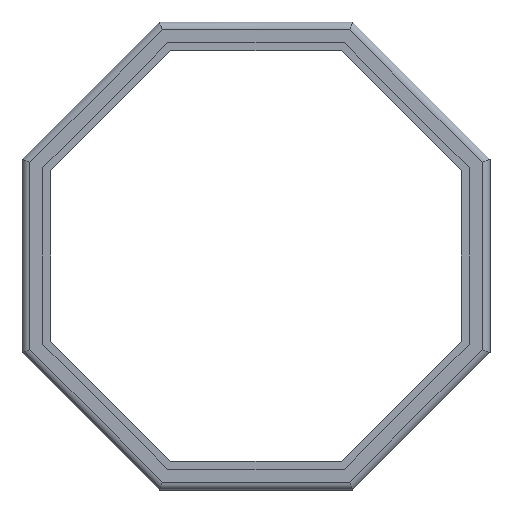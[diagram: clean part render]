
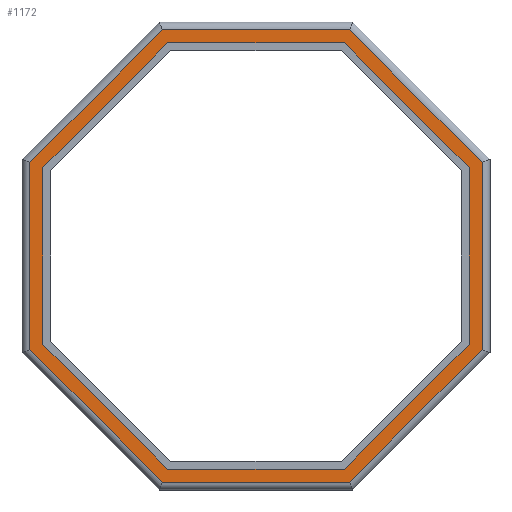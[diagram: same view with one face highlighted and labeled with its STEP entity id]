
A CAD part, front view. The second image highlights one B-rep face of the part: STEP entity #1172.
In plain terms, the highlighted planar face has unit normal (0, -1, 0).
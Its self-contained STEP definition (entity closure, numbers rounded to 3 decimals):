
#18=FACE_BOUND('',#208,.T.);
#68=PLANE('',#1279);
#136=FACE_OUTER_BOUND('',#207,.T.);
#207=EDGE_LOOP('',(#1067,#1068,#1069,#1070,#1071,#1072,#1073,#1074));
#208=EDGE_LOOP('',(#1075,#1076,#1077,#1078,#1079,#1080,#1081,#1082));
#339=LINE('',#1857,#483);
#342=LINE('',#1862,#486);
#344=LINE('',#1866,#488);
#346=LINE('',#1870,#490);
#348=LINE('',#1874,#492);
#350=LINE('',#1878,#494);
#352=LINE('',#1882,#496);
#353=LINE('',#1884,#497);
#355=LINE('',#1889,#499);
#358=LINE('',#1894,#502);
#360=LINE('',#1898,#504);
#362=LINE('',#1902,#506);
#364=LINE('',#1906,#508);
#366=LINE('',#1910,#510);
#368=LINE('',#1914,#512);
#369=LINE('',#1916,#513);
#483=VECTOR('',#1528,10.);
#486=VECTOR('',#1533,10.);
#488=VECTOR('',#1537,10.);
#490=VECTOR('',#1541,10.);
#492=VECTOR('',#1545,10.);
#494=VECTOR('',#1549,10.);
#496=VECTOR('',#1553,10.);
#497=VECTOR('',#1556,10.);
#499=VECTOR('',#1560,10.);
#502=VECTOR('',#1565,10.);
#504=VECTOR('',#1569,10.);
#506=VECTOR('',#1573,10.);
#508=VECTOR('',#1577,10.);
#510=VECTOR('',#1581,10.);
#512=VECTOR('',#1585,10.);
#513=VECTOR('',#1588,10.);
#595=VERTEX_POINT('',#1854);
#596=VERTEX_POINT('',#1856);
#597=VERTEX_POINT('',#1860);
#598=VERTEX_POINT('',#1864);
#599=VERTEX_POINT('',#1868);
#600=VERTEX_POINT('',#1872);
#601=VERTEX_POINT('',#1876);
#602=VERTEX_POINT('',#1880);
#603=VERTEX_POINT('',#1886);
#604=VERTEX_POINT('',#1888);
#605=VERTEX_POINT('',#1892);
#606=VERTEX_POINT('',#1896);
#607=VERTEX_POINT('',#1900);
#608=VERTEX_POINT('',#1904);
#609=VERTEX_POINT('',#1908);
#610=VERTEX_POINT('',#1912);
#739=EDGE_CURVE('',#595,#596,#339,.T.);
#742=EDGE_CURVE('',#597,#595,#342,.T.);
#744=EDGE_CURVE('',#598,#597,#344,.T.);
#746=EDGE_CURVE('',#599,#598,#346,.T.);
#748=EDGE_CURVE('',#600,#599,#348,.T.);
#750=EDGE_CURVE('',#601,#600,#350,.T.);
#752=EDGE_CURVE('',#602,#601,#352,.T.);
#753=EDGE_CURVE('',#596,#602,#353,.T.);
#755=EDGE_CURVE('',#603,#604,#355,.T.);
#758=EDGE_CURVE('',#605,#603,#358,.T.);
#760=EDGE_CURVE('',#606,#605,#360,.T.);
#762=EDGE_CURVE('',#607,#606,#362,.T.);
#764=EDGE_CURVE('',#608,#607,#364,.T.);
#766=EDGE_CURVE('',#609,#608,#366,.T.);
#768=EDGE_CURVE('',#610,#609,#368,.T.);
#769=EDGE_CURVE('',#604,#610,#369,.T.);
#1067=ORIENTED_EDGE('',*,*,#769,.F.);
#1068=ORIENTED_EDGE('',*,*,#755,.F.);
#1069=ORIENTED_EDGE('',*,*,#758,.F.);
#1070=ORIENTED_EDGE('',*,*,#760,.F.);
#1071=ORIENTED_EDGE('',*,*,#762,.F.);
#1072=ORIENTED_EDGE('',*,*,#764,.F.);
#1073=ORIENTED_EDGE('',*,*,#766,.F.);
#1074=ORIENTED_EDGE('',*,*,#768,.F.);
#1075=ORIENTED_EDGE('',*,*,#746,.F.);
#1076=ORIENTED_EDGE('',*,*,#748,.F.);
#1077=ORIENTED_EDGE('',*,*,#750,.F.);
#1078=ORIENTED_EDGE('',*,*,#752,.F.);
#1079=ORIENTED_EDGE('',*,*,#753,.F.);
#1080=ORIENTED_EDGE('',*,*,#739,.F.);
#1081=ORIENTED_EDGE('',*,*,#742,.F.);
#1082=ORIENTED_EDGE('',*,*,#744,.F.);
#1172=ADVANCED_FACE('',(#136,#18),#68,.F.);
#1279=AXIS2_PLACEMENT_3D('',#1917,#1589,#1590);
#1528=DIRECTION('',(0.707,0.,-0.707));
#1533=DIRECTION('',(0.,0.,-1.));
#1537=DIRECTION('',(-0.707,0.,-0.707));
#1541=DIRECTION('',(-1.,0.,0.));
#1545=DIRECTION('',(-0.707,0.,0.707));
#1549=DIRECTION('',(0.,0.,1.));
#1553=DIRECTION('',(0.707,0.,0.707));
#1556=DIRECTION('',(1.,0.,0.));
#1560=DIRECTION('',(-0.707,0.,0.707));
#1565=DIRECTION('',(-1.,0.,0.));
#1569=DIRECTION('',(-0.707,0.,-0.707));
#1573=DIRECTION('',(0.,0.,-1.));
#1577=DIRECTION('',(0.707,0.,-0.707));
#1581=DIRECTION('',(1.,0.,0.));
#1585=DIRECTION('',(0.707,0.,0.707));
#1588=DIRECTION('',(0.,0.,1.));
#1589=DIRECTION('center_axis',(0.,1.,0.));
#1590=DIRECTION('ref_axis',(0.,0.,1.));
#1854=CARTESIAN_POINT('',(-32.592,1.2,-13.5));
#1856=CARTESIAN_POINT('',(-13.5,1.2,-32.592));
#1857=CARTESIAN_POINT('',(-13.5,1.2,-32.592));
#1860=CARTESIAN_POINT('',(-32.592,1.2,13.5));
#1862=CARTESIAN_POINT('',(-32.592,1.2,-13.5));
#1864=CARTESIAN_POINT('',(-13.5,1.2,32.592));
#1866=CARTESIAN_POINT('',(-32.592,1.2,13.5));
#1868=CARTESIAN_POINT('',(13.5,1.2,32.592));
#1870=CARTESIAN_POINT('',(-13.5,1.2,32.592));
#1872=CARTESIAN_POINT('',(32.592,1.2,13.5));
#1874=CARTESIAN_POINT('',(13.5,1.2,32.592));
#1876=CARTESIAN_POINT('',(32.592,1.2,-13.5));
#1878=CARTESIAN_POINT('',(32.592,1.2,13.5));
#1880=CARTESIAN_POINT('',(13.5,1.2,-32.592));
#1882=CARTESIAN_POINT('',(32.592,1.2,-13.5));
#1884=CARTESIAN_POINT('',(13.5,1.2,-32.592));
#1886=CARTESIAN_POINT('',(-14.328,1.2,-34.592));
#1888=CARTESIAN_POINT('',(-34.592,1.2,-14.328));
#1889=CARTESIAN_POINT('',(-34.592,1.2,-14.328));
#1892=CARTESIAN_POINT('',(14.328,1.2,-34.592));
#1894=CARTESIAN_POINT('',(-14.328,1.2,-34.592));
#1896=CARTESIAN_POINT('',(34.592,1.2,-14.328));
#1898=CARTESIAN_POINT('',(14.328,1.2,-34.592));
#1900=CARTESIAN_POINT('',(34.592,1.2,14.328));
#1902=CARTESIAN_POINT('',(34.592,1.2,-14.328));
#1904=CARTESIAN_POINT('',(14.328,1.2,34.592));
#1906=CARTESIAN_POINT('',(34.592,1.2,14.328));
#1908=CARTESIAN_POINT('',(-14.328,1.2,34.592));
#1910=CARTESIAN_POINT('',(14.328,1.2,34.592));
#1912=CARTESIAN_POINT('',(-34.592,1.2,14.328));
#1914=CARTESIAN_POINT('',(-14.328,1.2,34.592));
#1916=CARTESIAN_POINT('',(-34.592,1.2,14.328));
#1917=CARTESIAN_POINT('Origin',(0.,1.2,0.));
